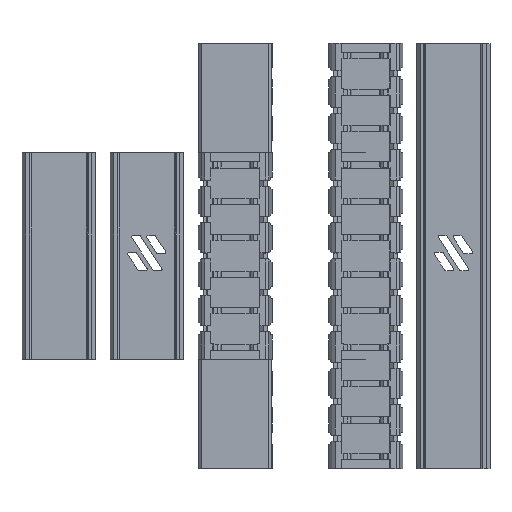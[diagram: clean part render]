
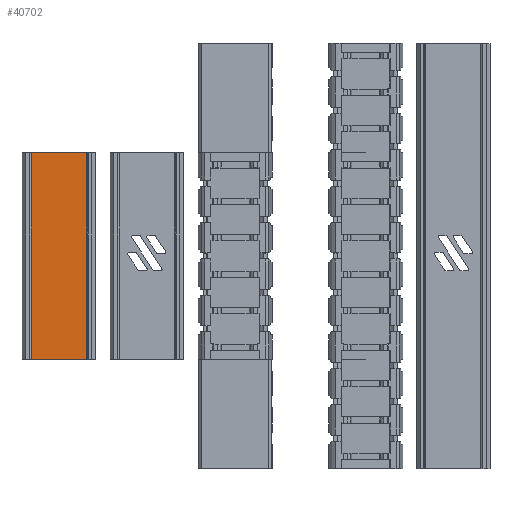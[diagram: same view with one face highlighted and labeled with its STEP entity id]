
A CAD part, top view. The second image highlights one B-rep face of the part: STEP entity #40702.
In plain terms, the highlighted planar face has unit normal (0, 0, 1).
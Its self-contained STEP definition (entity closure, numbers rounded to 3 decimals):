
#2430=FACE_OUTER_BOUND('',#4496,.T.);
#4496=EDGE_LOOP('',(#36833,#36834,#36835,#36836));
#10040=LINE('',#64387,#15614);
#10054=LINE('',#64415,#15628);
#10056=LINE('',#64419,#15630);
#10057=LINE('',#64420,#15631);
#15614=VECTOR('',#52770,10.);
#15628=VECTOR('',#52788,10.);
#15630=VECTOR('',#52792,10.);
#15631=VECTOR('',#52793,10.);
#19500=VERTEX_POINT('',#64384);
#19501=VERTEX_POINT('',#64386);
#19513=VERTEX_POINT('',#64414);
#19514=VERTEX_POINT('',#64418);
#25280=EDGE_CURVE('',#19501,#19500,#10040,.T.);
#25294=EDGE_CURVE('',#19513,#19501,#10054,.T.);
#25296=EDGE_CURVE('',#19514,#19500,#10056,.T.);
#25297=EDGE_CURVE('',#19513,#19514,#10057,.T.);
#36833=ORIENTED_EDGE('',*,*,#25280,.T.);
#36834=ORIENTED_EDGE('',*,*,#25296,.F.);
#36835=ORIENTED_EDGE('',*,*,#25297,.F.);
#36836=ORIENTED_EDGE('',*,*,#25294,.T.);
#38744=PLANE('',#42898);
#40702=ADVANCED_FACE('',(#2430),#38744,.T.);
#42898=AXIS2_PLACEMENT_3D('',#64417,#52790,#52791);
#52770=DIRECTION('',(-1.,0.,0.));
#52788=DIRECTION('',(0.,1.,0.));
#52790=DIRECTION('center_axis',(0.,0.,1.));
#52791=DIRECTION('ref_axis',(1.,0.,0.));
#52792=DIRECTION('',(0.,1.,0.));
#52793=DIRECTION('',(-1.,0.,0.));
#64384=CARTESIAN_POINT('',(-110.21,104.,-11.3));
#64386=CARTESIAN_POINT('',(-92.07,104.,-11.3));
#64387=CARTESIAN_POINT('',(-128.175,104.,-11.3));
#64414=CARTESIAN_POINT('',(-92.07,36.,-11.3));
#64415=CARTESIAN_POINT('',(-92.07,0.,-11.3));
#64417=CARTESIAN_POINT('Origin',(-112.21,0.,-11.3));
#64418=CARTESIAN_POINT('',(-110.21,36.,-11.3));
#64419=CARTESIAN_POINT('',(-110.21,0.,-11.3));
#64420=CARTESIAN_POINT('',(-128.175,36.,-11.3));
